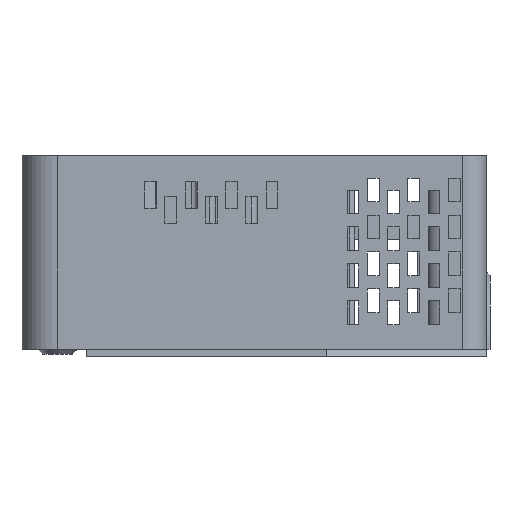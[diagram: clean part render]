
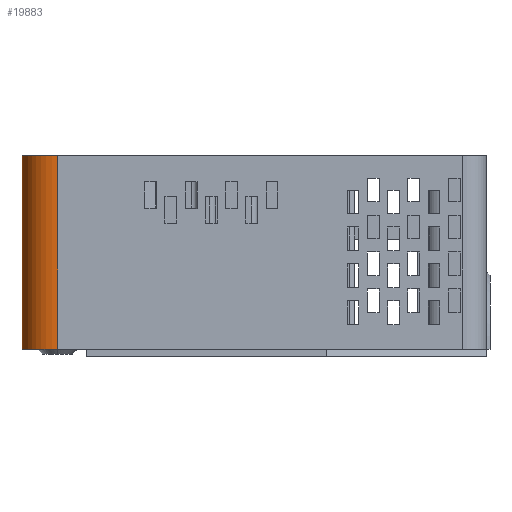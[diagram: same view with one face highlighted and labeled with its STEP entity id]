
A CAD part, left-side view. The second image highlights one B-rep face of the part: STEP entity #19883.
In plain terms, the highlighted cylindrical face has radius 6 mm (diameter 12 mm), a partial arc.
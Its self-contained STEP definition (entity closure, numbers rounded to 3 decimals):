
#957 = DIRECTION ( 'NONE',  ( 0., 0., -1. ) ) ;
#1335 = CIRCLE ( 'NONE', #12497, 6. ) ;
#2046 = DIRECTION ( 'NONE',  ( 0., 0., -1. ) ) ;
#3751 = CARTESIAN_POINT ( 'NONE',  ( -67.482, 101.513, -108.495 ) ) ;
#5408 = CARTESIAN_POINT ( 'NONE',  ( -72.138, 97.729, -108.495 ) ) ;
#5421 = DIRECTION ( 'NONE',  ( 0., 0., -1. ) ) ;
#6060 = ORIENTED_EDGE ( 'NONE', *, *, #26884, .T. ) ;
#6287 = DIRECTION ( 'NONE',  ( 0., 0., -1. ) ) ;
#7838 = CARTESIAN_POINT ( 'NONE',  ( -78.138, 97.729, -108.495 ) ) ;
#9194 = LINE ( 'NONE', #32892, #24266 ) ;
#12175 = EDGE_CURVE ( 'NONE', #37031, #17915, #9194, .T. ) ;
#12218 = EDGE_CURVE ( 'NONE', #17915, #23870, #1335, .T. ) ;
#12497 = AXIS2_PLACEMENT_3D ( 'NONE', #25105, #5421, #37642 ) ;
#14413 = EDGE_CURVE ( 'NONE', #37031, #29002, #35766, .T. ) ;
#15740 = CARTESIAN_POINT ( 'NONE',  ( -72.138, 97.729, -108.495 ) ) ;
#16196 = ORIENTED_EDGE ( 'NONE', *, *, #14413, .T. ) ;
#16811 = LINE ( 'NONE', #28649, #24221 ) ;
#17915 = VERTEX_POINT ( 'NONE', #33009 ) ;
#18638 = CYLINDRICAL_SURFACE ( 'NONE', #22908, 6. ) ;
#19883 = ADVANCED_FACE ( 'NONE', ( #24274 ), #18638, .T. ) ;
#19975 = DIRECTION ( 'NONE',  ( -1., 0., 0. ) ) ;
#22908 = AXIS2_PLACEMENT_3D ( 'NONE', #15740, #957, #36115 ) ;
#23870 = VERTEX_POINT ( 'NONE', #24988 ) ;
#24221 = VECTOR ( 'NONE', #2046, 1000. ) ;
#24266 = VECTOR ( 'NONE', #6287, 1000. ) ;
#24274 = FACE_OUTER_BOUND ( 'NONE', #36529, .T. ) ;
#24988 = CARTESIAN_POINT ( 'NONE',  ( -67.482, 101.513, -141.045 ) ) ;
#25105 = CARTESIAN_POINT ( 'NONE',  ( -72.138, 97.729, -141.045 ) ) ;
#25254 = ORIENTED_EDGE ( 'NONE', *, *, #12175, .F. ) ;
#26489 = AXIS2_PLACEMENT_3D ( 'NONE', #5408, #34728, #19975 ) ;
#26884 = EDGE_CURVE ( 'NONE', #29002, #23870, #16811, .T. ) ;
#28649 = CARTESIAN_POINT ( 'NONE',  ( -67.482, 101.513, -108.495 ) ) ;
#29002 = VERTEX_POINT ( 'NONE', #3751 ) ;
#32892 = CARTESIAN_POINT ( 'NONE',  ( -78.138, 97.729, -108.495 ) ) ;
#33009 = CARTESIAN_POINT ( 'NONE',  ( -78.138, 97.729, -141.045 ) ) ;
#34150 = ORIENTED_EDGE ( 'NONE', *, *, #12218, .F. ) ;
#34728 = DIRECTION ( 'NONE',  ( 0., 0., -1. ) ) ;
#35766 = CIRCLE ( 'NONE', #26489, 6. ) ;
#36115 = DIRECTION ( 'NONE',  ( -1., 0., 0. ) ) ;
#36529 = EDGE_LOOP ( 'NONE', ( #16196, #6060, #34150, #25254 ) ) ;
#37031 = VERTEX_POINT ( 'NONE', #7838 ) ;
#37642 = DIRECTION ( 'NONE',  ( -1., 0., 0. ) ) ;
